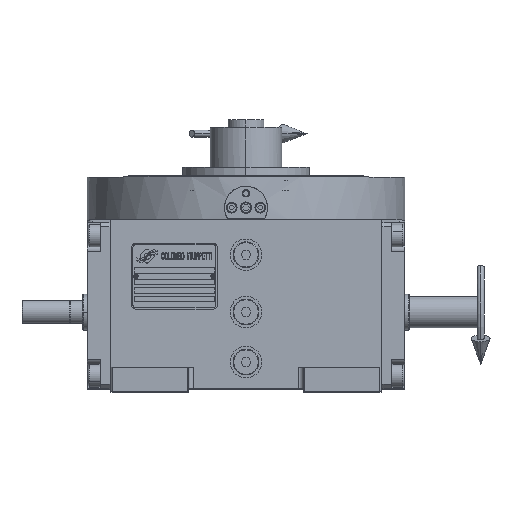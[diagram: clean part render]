
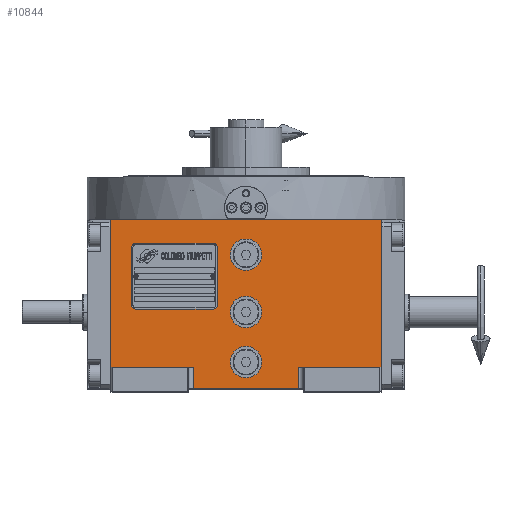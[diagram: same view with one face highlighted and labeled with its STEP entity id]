
A CAD part, top view. The second image highlights one B-rep face of the part: STEP entity #10844.
In plain terms, the highlighted planar face has unit normal (0, 0, 1).
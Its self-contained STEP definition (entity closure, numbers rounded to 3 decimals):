
#32 = CARTESIAN_POINT ( 'NONE',  ( -11., 0., 163.5 ) ) ;
#1106 = EDGE_CURVE ( 'NONE', #26800, #23675, #10512, .T. ) ;
#1192 = CARTESIAN_POINT ( 'NONE',  ( 0., 0., 163.5 ) ) ;
#2108 = LINE ( 'NONE', #19475, #45173 ) ;
#2124 = EDGE_LOOP ( 'NONE', ( #24067, #15809 ) ) ;
#2854 = FACE_BOUND ( 'NONE', #17642, .T. ) ;
#2985 = ORIENTED_EDGE ( 'NONE', *, *, #7969, .F. ) ;
#3469 = EDGE_CURVE ( 'NONE', #44380, #30567, #59331, .T. ) ;
#3884 = DIRECTION ( 'NONE',  ( 1., 0., 0. ) ) ;
#4241 = DIRECTION ( 'NONE',  ( 0., 0., 1. ) ) ;
#5118 = CARTESIAN_POINT ( 'NONE',  ( 37., -38.5, 163.5 ) ) ;
#5641 = DIRECTION ( 'NONE',  ( -1., 0., 0. ) ) ;
#5776 = VERTEX_POINT ( 'NONE', #19242 ) ;
#6307 = CARTESIAN_POINT ( 'NONE',  ( 37., -38.5, 163.5 ) ) ;
#6412 = DIRECTION ( 'NONE',  ( 1., 0., 0. ) ) ;
#7750 = EDGE_CURVE ( 'NONE', #61797, #63356, #46972, .T. ) ;
#7969 = EDGE_CURVE ( 'NONE', #24678, #29416, #17836, .T. ) ;
#8104 = CIRCLE ( 'NONE', #20596, 11. ) ;
#8524 = DIRECTION ( 'NONE',  ( 0., 0., 1. ) ) ;
#9134 = CARTESIAN_POINT ( 'NONE',  ( -37., -53.5, 163.5 ) ) ;
#9940 = AXIS2_PLACEMENT_3D ( 'NONE', #35502, #8524, #51846 ) ;
#10512 = LINE ( 'NONE', #52768, #26461 ) ;
#10713 = CARTESIAN_POINT ( 'NONE',  ( -94.5, -38.5, 163.5 ) ) ;
#10844 = ADVANCED_FACE ( 'NONE', ( #51484, #2854, #46166, #62459 ), #67814, .T. ) ;
#11055 = AXIS2_PLACEMENT_3D ( 'NONE', #48636, #17343, #5641 ) ;
#11829 = ORIENTED_EDGE ( 'NONE', *, *, #31407, .F. ) ;
#12929 = VERTEX_POINT ( 'NONE', #13346 ) ;
#13310 = ORIENTED_EDGE ( 'NONE', *, *, #59247, .F. ) ;
#13346 = CARTESIAN_POINT ( 'NONE',  ( 94.5, 64.5, 163.5 ) ) ;
#13760 = EDGE_CURVE ( 'NONE', #40152, #5776, #8104, .T. ) ;
#14514 = CARTESIAN_POINT ( 'NONE',  ( 0., 40., 163.5 ) ) ;
#15132 = DIRECTION ( 'NONE',  ( 0., -1., 0. ) ) ;
#15452 = EDGE_CURVE ( 'NONE', #32733, #30567, #62106, .T. ) ;
#15809 = ORIENTED_EDGE ( 'NONE', *, *, #13760, .F. ) ;
#16726 = ORIENTED_EDGE ( 'NONE', *, *, #1106, .F. ) ;
#17343 = DIRECTION ( 'NONE',  ( 0., 0., 1. ) ) ;
#17642 = EDGE_LOOP ( 'NONE', ( #52262, #13310 ) ) ;
#17836 = CIRCLE ( 'NONE', #11055, 11. ) ;
#18338 = VECTOR ( 'NONE', #32030, 1000. ) ;
#18373 = VECTOR ( 'NONE', #56755, 1000. ) ;
#18826 = VECTOR ( 'NONE', #48448, 1000. ) ;
#19242 = CARTESIAN_POINT ( 'NONE',  ( 11., 40., 163.5 ) ) ;
#19475 = CARTESIAN_POINT ( 'NONE',  ( -94.5, -38.5, 163.5 ) ) ;
#20293 = VERTEX_POINT ( 'NONE', #54397 ) ;
#20509 = LINE ( 'NONE', #9134, #64210 ) ;
#20596 = AXIS2_PLACEMENT_3D ( 'NONE', #14514, #36875, #31898 ) ;
#21241 = AXIS2_PLACEMENT_3D ( 'NONE', #46839, #4241, #25905 ) ;
#22080 = ORIENTED_EDGE ( 'NONE', *, *, #31775, .F. ) ;
#23580 = ORIENTED_EDGE ( 'NONE', *, *, #3469, .T. ) ;
#23675 = VERTEX_POINT ( 'NONE', #35463 ) ;
#24015 = ORIENTED_EDGE ( 'NONE', *, *, #36933, .T. ) ;
#24067 = ORIENTED_EDGE ( 'NONE', *, *, #59029, .F. ) ;
#24242 = DIRECTION ( 'NONE',  ( 1., 0., 0. ) ) ;
#24362 = ORIENTED_EDGE ( 'NONE', *, *, #62542, .F. ) ;
#24678 = VERTEX_POINT ( 'NONE', #32 ) ;
#25905 = DIRECTION ( 'NONE',  ( -1., 0., 0. ) ) ;
#26461 = VECTOR ( 'NONE', #15132, 1000. ) ;
#26800 = VERTEX_POINT ( 'NONE', #6307 ) ;
#27495 = ORIENTED_EDGE ( 'NONE', *, *, #32754, .T. ) ;
#28362 = ORIENTED_EDGE ( 'NONE', *, *, #58537, .T. ) ;
#29167 = CIRCLE ( 'NONE', #21241, 11. ) ;
#29416 = VERTEX_POINT ( 'NONE', #40026 ) ;
#29564 = CARTESIAN_POINT ( 'NONE',  ( -94.5, 64.5, 163.5 ) ) ;
#30567 = VERTEX_POINT ( 'NONE', #67722 ) ;
#31407 = EDGE_CURVE ( 'NONE', #29416, #24678, #52727, .T. ) ;
#31775 = EDGE_CURVE ( 'NONE', #20293, #12929, #40229, .T. ) ;
#31898 = DIRECTION ( 'NONE',  ( -1., 0., 0. ) ) ;
#32030 = DIRECTION ( 'NONE',  ( 0., 1., 0. ) ) ;
#32082 = LINE ( 'NONE', #5118, #18826 ) ;
#32228 = AXIS2_PLACEMENT_3D ( 'NONE', #34793, #52519, #3884 ) ;
#32373 = DIRECTION ( 'NONE',  ( 1., 0., 0. ) ) ;
#32733 = VERTEX_POINT ( 'NONE', #47495 ) ;
#32754 = EDGE_CURVE ( 'NONE', #32733, #23675, #20509, .T. ) ;
#33495 = DIRECTION ( 'NONE',  ( 0., 0., 1. ) ) ;
#34752 = CARTESIAN_POINT ( 'NONE',  ( 94.5, -38.5, 163.5 ) ) ;
#34775 = AXIS2_PLACEMENT_3D ( 'NONE', #55034, #38385, #6412 ) ;
#34793 = CARTESIAN_POINT ( 'NONE',  ( 0., -35., 163.5 ) ) ;
#34808 = ORIENTED_EDGE ( 'NONE', *, *, #15452, .F. ) ;
#35115 = CARTESIAN_POINT ( 'NONE',  ( -37., -53.5, 163.5 ) ) ;
#35463 = CARTESIAN_POINT ( 'NONE',  ( 37., -53.5, 163.5 ) ) ;
#35502 = CARTESIAN_POINT ( 'NONE',  ( -94.5, -53.5, 163.5 ) ) ;
#36875 = DIRECTION ( 'NONE',  ( 0., 0., 1. ) ) ;
#36933 = EDGE_CURVE ( 'NONE', #62444, #12929, #37365, .T. ) ;
#37365 = LINE ( 'NONE', #59353, #18338 ) ;
#38385 = DIRECTION ( 'NONE',  ( 0., 0., 1. ) ) ;
#40026 = CARTESIAN_POINT ( 'NONE',  ( 11., 0., 163.5 ) ) ;
#40152 = VERTEX_POINT ( 'NONE', #66269 ) ;
#40229 = LINE ( 'NONE', #29564, #66339 ) ;
#41735 = EDGE_LOOP ( 'NONE', ( #27495, #16726, #28362, #24015, #22080, #24362, #23580, #34808 ) ) ;
#42143 = DIRECTION ( 'NONE',  ( 1., 0., 0. ) ) ;
#44380 = VERTEX_POINT ( 'NONE', #49473 ) ;
#45173 = VECTOR ( 'NONE', #61032, 1000. ) ;
#46166 = FACE_BOUND ( 'NONE', #2124, .T. ) ;
#46839 = CARTESIAN_POINT ( 'NONE',  ( 0., -35., 163.5 ) ) ;
#46972 = CIRCLE ( 'NONE', #32228, 11. ) ;
#47495 = CARTESIAN_POINT ( 'NONE',  ( -37., -53.5, 163.5 ) ) ;
#48448 = DIRECTION ( 'NONE',  ( 1., 0., 0. ) ) ;
#48636 = CARTESIAN_POINT ( 'NONE',  ( 0., 0., 163.5 ) ) ;
#49473 = CARTESIAN_POINT ( 'NONE',  ( -94.5, -38.5, 163.5 ) ) ;
#51484 = FACE_BOUND ( 'NONE', #68849, .T. ) ;
#51846 = DIRECTION ( 'NONE',  ( 1., 0., 0. ) ) ;
#52262 = ORIENTED_EDGE ( 'NONE', *, *, #7750, .F. ) ;
#52519 = DIRECTION ( 'NONE',  ( 0., 0., 1. ) ) ;
#52727 = CIRCLE ( 'NONE', #57259, 11. ) ;
#52768 = CARTESIAN_POINT ( 'NONE',  ( 37., -38.5, 163.5 ) ) ;
#54397 = CARTESIAN_POINT ( 'NONE',  ( -94.5, 64.5, 163.5 ) ) ;
#55034 = CARTESIAN_POINT ( 'NONE',  ( 0., 40., 163.5 ) ) ;
#56277 = VECTOR ( 'NONE', #32373, 1000. ) ;
#56307 = CIRCLE ( 'NONE', #34775, 11. ) ;
#56755 = DIRECTION ( 'NONE',  ( 0., 1., 0. ) ) ;
#57259 = AXIS2_PLACEMENT_3D ( 'NONE', #1192, #33495, #60117 ) ;
#58537 = EDGE_CURVE ( 'NONE', #26800, #62444, #32082, .T. ) ;
#59029 = EDGE_CURVE ( 'NONE', #5776, #40152, #56307, .T. ) ;
#59247 = EDGE_CURVE ( 'NONE', #63356, #61797, #29167, .T. ) ;
#59331 = LINE ( 'NONE', #10713, #56277 ) ;
#59353 = CARTESIAN_POINT ( 'NONE',  ( 94.5, -38.5, 163.5 ) ) ;
#60117 = DIRECTION ( 'NONE',  ( 1., 0., 0. ) ) ;
#60288 = CARTESIAN_POINT ( 'NONE',  ( 11., -35., 163.5 ) ) ;
#61032 = DIRECTION ( 'NONE',  ( 0., 1., 0. ) ) ;
#61797 = VERTEX_POINT ( 'NONE', #60288 ) ;
#62106 = LINE ( 'NONE', #35115, #18373 ) ;
#62444 = VERTEX_POINT ( 'NONE', #34752 ) ;
#62459 = FACE_OUTER_BOUND ( 'NONE', #41735, .T. ) ;
#62542 = EDGE_CURVE ( 'NONE', #44380, #20293, #2108, .T. ) ;
#63356 = VERTEX_POINT ( 'NONE', #65741 ) ;
#64210 = VECTOR ( 'NONE', #42143, 1000. ) ;
#65741 = CARTESIAN_POINT ( 'NONE',  ( -11., -35., 163.5 ) ) ;
#66269 = CARTESIAN_POINT ( 'NONE',  ( -11., 40., 163.5 ) ) ;
#66339 = VECTOR ( 'NONE', #24242, 1000. ) ;
#67722 = CARTESIAN_POINT ( 'NONE',  ( -37., -38.5, 163.5 ) ) ;
#67814 = PLANE ( 'NONE',  #9940 ) ;
#68849 = EDGE_LOOP ( 'NONE', ( #11829, #2985 ) ) ;
